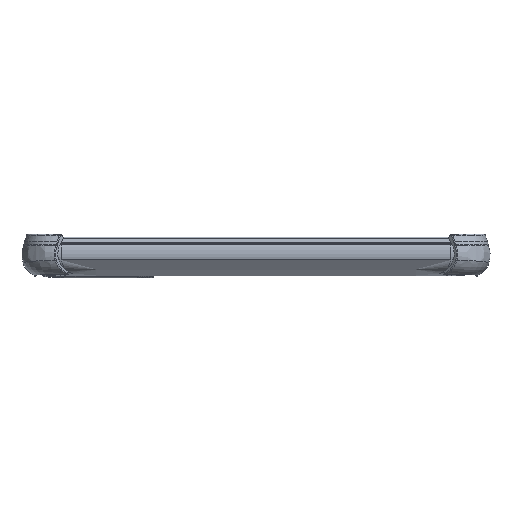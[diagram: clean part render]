
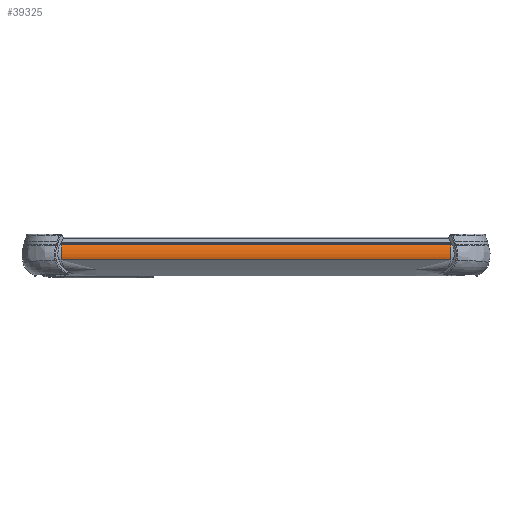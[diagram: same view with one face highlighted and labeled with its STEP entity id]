
A CAD part, left-side view. The second image highlights one B-rep face of the part: STEP entity #39325.
In plain terms, the highlighted cylindrical face has radius 6.6 mm (diameter 13.2 mm), a partial arc.
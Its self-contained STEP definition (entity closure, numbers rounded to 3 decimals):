
#385=CARTESIAN_POINT('',(-38.058,66.9,-5.98));
#402=CARTESIAN_POINT('',(-38.058,-66.9,
-5.98));
#3947=DIRECTION('',(0.,1.,0.));
#3948=VECTOR('',#3947,133.798);
#3949=CARTESIAN_POINT('',(-37.404,-66.899,
-0.577));
#3950=LINE('',#3949,#3948);
#3965=DIRECTION('',(0.,1.,0.));
#3966=VECTOR('',#3965,133.8);
#3967=CARTESIAN_POINT('',(-38.058,-66.9,
-5.98));
#3968=LINE('',#3967,#3966);
#3993=CARTESIAN_POINT('',(-37.404,-66.899,
-0.577));
#4012=CARTESIAN_POINT('',(-31.762,-66.899,-4.));
#4013=DIRECTION('',(0.,-1.,0.));
#4014=DIRECTION('',(-0.855,0.,0.519));
#4015=AXIS2_PLACEMENT_3D('',#4012,#4013,#4014);
#4467=CARTESIAN_POINT('',(-37.404,66.899,
-0.577));
#4469=CARTESIAN_POINT('',(-31.762,66.899,-4.));
#4470=DIRECTION('',(0.,-1.,0.));
#4471=DIRECTION('',(-0.855,0.,0.519));
#4472=AXIS2_PLACEMENT_3D('',#4469,#4470,#4471);
#31295=VERTEX_POINT('',#385);
#31723=VERTEX_POINT('',#402);
#33605=VERTEX_POINT('',#4467);
#33629=VERTEX_POINT('',#3993);
#39312=CARTESIAN_POINT('',(-31.762,66.9,-4.));
#39313=DIRECTION('',(0.,1.,0.));
#39314=DIRECTION('',(0.,0.,1.));
#39315=AXIS2_PLACEMENT_3D('',#39312,#39313,#39314);
#39316=CYLINDRICAL_SURFACE('',#39315,6.6);
#39317=ORIENTED_EDGE('',*,*,#39300,.F.);
#39319=ORIENTED_EDGE('',*,*,#39318,.T.);
#39320=ORIENTED_EDGE('',*,*,#34397,.T.);
#39322=ORIENTED_EDGE('',*,*,#39321,.F.);
#39323=EDGE_LOOP('',(#39317,#39319,#39320,#39322));
#39324=FACE_OUTER_BOUND('',#39323,.F.);
#39325=ADVANCED_FACE('',(#39324),#39316,.T.);
#4016=CIRCLE('',#4015,6.6);
#4473=CIRCLE('',#4472,6.6);
#34397=EDGE_CURVE('',#31723,#31295,#3968,.T.);
#39300=EDGE_CURVE('',#33629,#33605,#3950,.T.);
#39318=EDGE_CURVE('',#33629,#31723,#4016,.T.);
#39321=EDGE_CURVE('',#33605,#31295,#4473,.T.);
